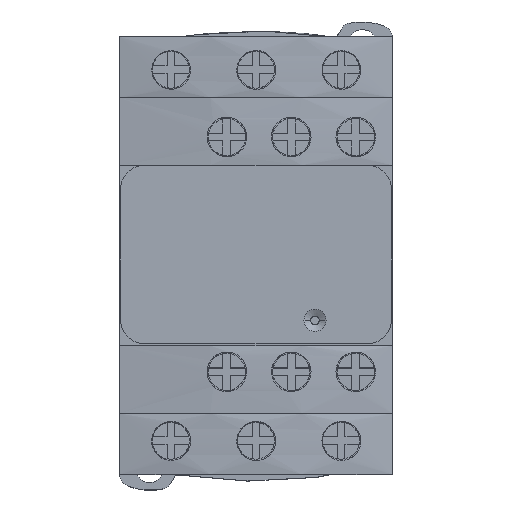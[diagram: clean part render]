
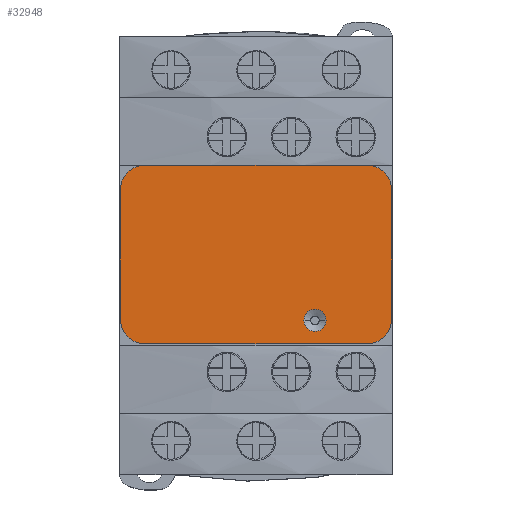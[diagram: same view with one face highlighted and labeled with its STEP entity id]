
A CAD part, top view. The second image highlights one B-rep face of the part: STEP entity #32948.
In plain terms, the highlighted planar face has unit normal (0, 0, 1).
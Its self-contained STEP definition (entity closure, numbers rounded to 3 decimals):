
#32623=DIRECTION('',(1.,0.,0.));
#32624=VECTOR('',#32623,36.6);
#32625=CARTESIAN_POINT('',(4.1,23.9,85.55));
#32626=LINE('',#32625,#32624);
#32630=CARTESIAN_POINT('',(4.1,27.9,85.55));
#32631=DIRECTION('',(0.,0.,1.));
#32632=DIRECTION('',(-1.,0.,0.));
#32633=AXIS2_PLACEMENT_3D('',#32630,#32631,#32632);
#32638=DIRECTION('',(0.,-1.,0.));
#32639=VECTOR('',#32638,21.35);
#32640=CARTESIAN_POINT('',(0.1,49.25,85.55));
#32641=LINE('',#32640,#32639);
#32645=CARTESIAN_POINT('',(4.1,49.25,85.55));
#32646=DIRECTION('',(0.,0.,1.));
#32647=DIRECTION('',(0.,1.,0.));
#32648=AXIS2_PLACEMENT_3D('',#32645,#32646,#32647);
#32653=DIRECTION('',(-1.,0.,0.));
#32654=VECTOR('',#32653,36.6);
#32655=CARTESIAN_POINT('',(40.7,53.25,85.55));
#32656=LINE('',#32655,#32654);
#32660=CARTESIAN_POINT('',(40.7,49.25,85.55));
#32661=DIRECTION('',(0.,0.,1.));
#32662=DIRECTION('',(1.,0.,0.));
#32663=AXIS2_PLACEMENT_3D('',#32660,#32661,#32662);
#32668=DIRECTION('',(0.,1.,0.));
#32669=VECTOR('',#32668,21.35);
#32670=CARTESIAN_POINT('',(44.7,27.9,85.55));
#32671=LINE('',#32670,#32669);
#32675=CARTESIAN_POINT('',(40.7,27.9,85.55));
#32676=DIRECTION('',(0.,0.,1.));
#32677=DIRECTION('',(0.,-1.,0.));
#32678=AXIS2_PLACEMENT_3D('',#32675,#32676,#32677);
#32683=CARTESIAN_POINT('',(32.1,27.74,85.55));
#32684=DIRECTION('',(0.,0.,1.));
#32685=DIRECTION('',(1.,0.,0.));
#32686=AXIS2_PLACEMENT_3D('',#32683,#32684,#32685);
#32691=CARTESIAN_POINT('',(32.1,27.74,85.55));
#32692=DIRECTION('',(0.,0.,1.));
#32693=DIRECTION('',(-1.,0.,0.));
#32694=AXIS2_PLACEMENT_3D('',#32691,#32692,#32693);
#32853=CARTESIAN_POINT('',(4.1,23.9,85.55));
#32854=CARTESIAN_POINT('',(40.7,23.9,85.55));
#32855=VERTEX_POINT('',#32853);
#32856=VERTEX_POINT('',#32854);
#32857=CARTESIAN_POINT('',(40.7,53.25,85.55));
#32858=CARTESIAN_POINT('',(4.1,53.25,85.55));
#32859=VERTEX_POINT('',#32857);
#32860=VERTEX_POINT('',#32858);
#32869=CARTESIAN_POINT('',(0.1,49.25,85.55));
#32870=VERTEX_POINT('',#32869);
#32871=CARTESIAN_POINT('',(0.1,27.9,85.55));
#32872=VERTEX_POINT('',#32871);
#32873=CARTESIAN_POINT('',(44.7,27.9,85.55));
#32874=VERTEX_POINT('',#32873);
#32875=CARTESIAN_POINT('',(44.7,49.25,85.55));
#32876=VERTEX_POINT('',#32875);
#32893=CARTESIAN_POINT('',(33.93,27.74,85.55));
#32894=CARTESIAN_POINT('',(30.27,27.74,85.55));
#32895=VERTEX_POINT('',#32893);
#32896=VERTEX_POINT('',#32894);
#32920=CARTESIAN_POINT('',(0.,0.,85.55));
#32921=DIRECTION('',(0.,0.,1.));
#32922=DIRECTION('',(1.,0.,0.));
#32923=AXIS2_PLACEMENT_3D('',#32920,#32921,#32922);
#32924=PLANE('',#32923);
#32926=ORIENTED_EDGE('',*,*,#32925,.F.);
#32928=ORIENTED_EDGE('',*,*,#32927,.F.);
#32930=ORIENTED_EDGE('',*,*,#32929,.F.);
#32932=ORIENTED_EDGE('',*,*,#32931,.F.);
#32934=ORIENTED_EDGE('',*,*,#32933,.F.);
#32936=ORIENTED_EDGE('',*,*,#32935,.F.);
#32938=ORIENTED_EDGE('',*,*,#32937,.F.);
#32940=ORIENTED_EDGE('',*,*,#32939,.F.);
#32941=EDGE_LOOP('',(#32926,#32928,#32930,#32932,#32934,#32936,#32938,#32940));
#32942=FACE_OUTER_BOUND('',#32941,.F.);
#32944=ORIENTED_EDGE('',*,*,#32943,.T.);
#32945=ORIENTED_EDGE('',*,*,#32902,.T.);
#32946=EDGE_LOOP('',(#32944,#32945));
#32947=FACE_BOUND('',#32946,.F.);
#32634=CIRCLE('',#32633,4.);
#32649=CIRCLE('',#32648,4.);
#32664=CIRCLE('',#32663,4.);
#32679=CIRCLE('',#32678,4.);
#32687=CIRCLE('',#32686,1.83);
#32695=CIRCLE('',#32694,1.83);
#32902=EDGE_CURVE('',#32896,#32895,#32695,.T.);
#32925=EDGE_CURVE('',#32855,#32856,#32626,.T.);
#32927=EDGE_CURVE('',#32872,#32855,#32634,.T.);
#32929=EDGE_CURVE('',#32870,#32872,#32641,.T.);
#32931=EDGE_CURVE('',#32860,#32870,#32649,.T.);
#32933=EDGE_CURVE('',#32859,#32860,#32656,.T.);
#32935=EDGE_CURVE('',#32876,#32859,#32664,.T.);
#32937=EDGE_CURVE('',#32874,#32876,#32671,.T.);
#32939=EDGE_CURVE('',#32856,#32874,#32679,.T.);
#32943=EDGE_CURVE('',#32895,#32896,#32687,.T.);
#32948=ADVANCED_FACE('',(#32942,#32947),#32924,.T.);
